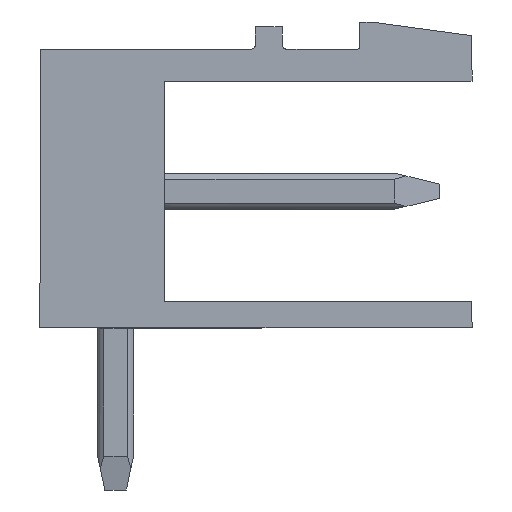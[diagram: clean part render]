
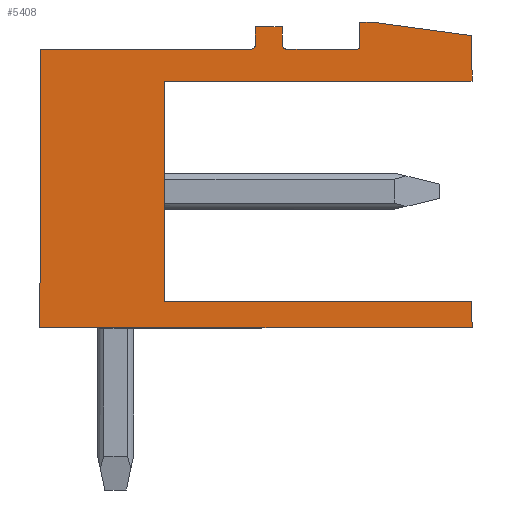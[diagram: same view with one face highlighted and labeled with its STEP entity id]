
A CAD part, left-side view. The second image highlights one B-rep face of the part: STEP entity #5408.
In plain terms, the highlighted planar face has unit normal (-1, 0, 0).
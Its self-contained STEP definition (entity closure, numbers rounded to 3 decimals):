
#1947=AXIS2_PLACEMENT_3D('Circle Axis2P3D',#1945,#1946,$) ;
#2065=AXIS2_PLACEMENT_3D('Circle Axis2P3D',#2063,#2064,$) ;
#5387=AXIS2_PLACEMENT_3D('Plane Axis2P3D',#5384,#5385,#5386) ;
#40=CARTESIAN_POINT('Vertex',(0.,0.,5.23)) ;
#56=CARTESIAN_POINT('Vertex',(0.,8.55,5.23)) ;
#59=CARTESIAN_POINT('Line Origine',(0.,4.275,5.23)) ;
#224=CARTESIAN_POINT('Vertex',(0.,8.55,11.36)) ;
#227=CARTESIAN_POINT('Line Origine',(0.,8.55,8.295)) ;
#1037=CARTESIAN_POINT('Line Origine',(0.,0.,4.865)) ;
#1041=CARTESIAN_POINT('Vertex',(0.,0.,4.5)) ;
#1062=CARTESIAN_POINT('Line Origine',(0.,6.,4.5)) ;
#1066=CARTESIAN_POINT('Vertex',(0.,12.,4.5)) ;
#1879=CARTESIAN_POINT('Line Origine',(0.,12.,8.375)) ;
#1883=CARTESIAN_POINT('Vertex',(0.,12.,12.25)) ;
#1904=CARTESIAN_POINT('Line Origine',(0.,9.06,12.25)) ;
#1908=CARTESIAN_POINT('Vertex',(0.,6.12,12.25)) ;
#1945=CARTESIAN_POINT('Axis2P3D Location',(0.,6.12,12.35)) ;
#1949=CARTESIAN_POINT('Vertex',(0.,6.02,12.35)) ;
#1972=CARTESIAN_POINT('Line Origine',(0.,6.02,12.61)) ;
#1976=CARTESIAN_POINT('Vertex',(0.,6.02,12.87)) ;
#1997=CARTESIAN_POINT('Line Origine',(0.,5.645,12.87)) ;
#2001=CARTESIAN_POINT('Vertex',(0.,5.27,12.87)) ;
#2022=CARTESIAN_POINT('Line Origine',(0.,5.27,12.61)) ;
#2026=CARTESIAN_POINT('Vertex',(0.,5.27,12.35)) ;
#2063=CARTESIAN_POINT('Axis2P3D Location',(0.,5.17,12.35)) ;
#2067=CARTESIAN_POINT('Vertex',(0.,5.17,12.25)) ;
#2085=CARTESIAN_POINT('Line Origine',(0.,4.145,12.25)) ;
#2089=CARTESIAN_POINT('Vertex',(0.,3.12,12.25)) ;
#2110=CARTESIAN_POINT('Line Origine',(0.,3.12,12.625)) ;
#2114=CARTESIAN_POINT('Vertex',(0.,3.12,13.)) ;
#2135=CARTESIAN_POINT('Line Origine',(0.,2.96,13.)) ;
#2139=CARTESIAN_POINT('Vertex',(0.,2.8,13.)) ;
#2160=CARTESIAN_POINT('Line Origine',(0.,1.4,12.81)) ;
#2164=CARTESIAN_POINT('Vertex',(0.,0.,12.62)) ;
#2180=CARTESIAN_POINT('Line Origine',(0.,0.,11.99)) ;
#2184=CARTESIAN_POINT('Vertex',(0.,0.,11.36)) ;
#2205=CARTESIAN_POINT('Line Origine',(0.,4.275,11.36)) ;
#5384=CARTESIAN_POINT('Axis2P3D Location',(0.,0.,1.3)) ;
#60=DIRECTION('Vector Direction',(0.,1.,0.)) ;
#228=DIRECTION('Vector Direction',(0.,0.,-1.)) ;
#1038=DIRECTION('Vector Direction',(0.,0.,-1.)) ;
#1063=DIRECTION('Vector Direction',(0.,1.,0.)) ;
#1880=DIRECTION('Vector Direction',(0.,0.,-1.)) ;
#1905=DIRECTION('Vector Direction',(0.,1.,0.)) ;
#1946=DIRECTION('Axis2P3D Direction',(-1.,-0.,0.)) ;
#1973=DIRECTION('Vector Direction',(0.,0.,-1.)) ;
#1998=DIRECTION('Vector Direction',(0.,1.,0.)) ;
#2023=DIRECTION('Vector Direction',(0.,0.,1.)) ;
#2064=DIRECTION('Axis2P3D Direction',(-1.,0.,0.)) ;
#2086=DIRECTION('Vector Direction',(0.,1.,0.)) ;
#2111=DIRECTION('Vector Direction',(0.,0.,-1.)) ;
#2136=DIRECTION('Vector Direction',(0.,1.,0.)) ;
#2161=DIRECTION('Vector Direction',(0.,0.991,0.134)) ;
#2181=DIRECTION('Vector Direction',(0.,0.,1.)) ;
#2206=DIRECTION('Vector Direction',(0.,-1.,0.)) ;
#5385=DIRECTION('Axis2P3D Direction',(-1.,0.,0.)) ;
#5386=DIRECTION('Axis2P3D XDirection',(0.,0.,1.)) ;
#61=VECTOR('Line Direction',#60,1.) ;
#229=VECTOR('Line Direction',#228,1.) ;
#1039=VECTOR('Line Direction',#1038,1.) ;
#1064=VECTOR('Line Direction',#1063,1.) ;
#1881=VECTOR('Line Direction',#1880,1.) ;
#1906=VECTOR('Line Direction',#1905,1.) ;
#1974=VECTOR('Line Direction',#1973,1.) ;
#1999=VECTOR('Line Direction',#1998,1.) ;
#2024=VECTOR('Line Direction',#2023,1.) ;
#2087=VECTOR('Line Direction',#2086,1.) ;
#2112=VECTOR('Line Direction',#2111,1.) ;
#2137=VECTOR('Line Direction',#2136,1.) ;
#2162=VECTOR('Line Direction',#2161,1.) ;
#2182=VECTOR('Line Direction',#2181,1.) ;
#2207=VECTOR('Line Direction',#2206,1.) ;
#5390=ORIENTED_EDGE('',*,*,#63,.T.) ;
#5391=ORIENTED_EDGE('',*,*,#231,.T.) ;
#5392=ORIENTED_EDGE('',*,*,#2209,.T.) ;
#5393=ORIENTED_EDGE('',*,*,#2186,.T.) ;
#5394=ORIENTED_EDGE('',*,*,#2166,.T.) ;
#5395=ORIENTED_EDGE('',*,*,#2141,.T.) ;
#5396=ORIENTED_EDGE('',*,*,#2116,.T.) ;
#5397=ORIENTED_EDGE('',*,*,#2091,.T.) ;
#5398=ORIENTED_EDGE('',*,*,#2069,.T.) ;
#5399=ORIENTED_EDGE('',*,*,#2028,.T.) ;
#5400=ORIENTED_EDGE('',*,*,#2003,.T.) ;
#5401=ORIENTED_EDGE('',*,*,#1978,.T.) ;
#5402=ORIENTED_EDGE('',*,*,#1951,.T.) ;
#5403=ORIENTED_EDGE('',*,*,#1910,.T.) ;
#5404=ORIENTED_EDGE('',*,*,#1885,.T.) ;
#5405=ORIENTED_EDGE('',*,*,#1068,.T.) ;
#5406=ORIENTED_EDGE('',*,*,#1043,.T.) ;
#5408=ADVANCED_FACE('Housing',(#5407),#5388,.T.) ;
#1948=CIRCLE('generated circle',#1947,0.1) ;
#2066=CIRCLE('generated circle',#2065,0.1) ;
#63=EDGE_CURVE('',#41,#57,#62,.T.) ;
#231=EDGE_CURVE('',#57,#225,#230,.F.) ;
#1043=EDGE_CURVE('',#1042,#41,#1040,.F.) ;
#1068=EDGE_CURVE('',#1067,#1042,#1065,.F.) ;
#1885=EDGE_CURVE('',#1884,#1067,#1882,.T.) ;
#1910=EDGE_CURVE('',#1909,#1884,#1907,.T.) ;
#1951=EDGE_CURVE('',#1950,#1909,#1948,.F.) ;
#1978=EDGE_CURVE('',#1977,#1950,#1975,.T.) ;
#2003=EDGE_CURVE('',#2002,#1977,#2000,.T.) ;
#2028=EDGE_CURVE('',#2027,#2002,#2025,.T.) ;
#2069=EDGE_CURVE('',#2068,#2027,#2066,.F.) ;
#2091=EDGE_CURVE('',#2090,#2068,#2088,.T.) ;
#2116=EDGE_CURVE('',#2115,#2090,#2113,.T.) ;
#2141=EDGE_CURVE('',#2140,#2115,#2138,.T.) ;
#2166=EDGE_CURVE('',#2165,#2140,#2163,.T.) ;
#2186=EDGE_CURVE('',#2185,#2165,#2183,.T.) ;
#2209=EDGE_CURVE('',#225,#2185,#2208,.T.) ;
#5389=EDGE_LOOP('',(#5390,#5391,#5392,#5393,#5394,#5395,#5396,#5397,#5398,#5399,#5400,#5401,#5402,#5403,#5404,#5405,#5406)) ;
#5407=FACE_OUTER_BOUND('',#5389,.T.) ;
#62=LINE('Line',#59,#61) ;
#230=LINE('Line',#227,#229) ;
#1040=LINE('Line',#1037,#1039) ;
#1065=LINE('Line',#1062,#1064) ;
#1882=LINE('Line',#1879,#1881) ;
#1907=LINE('Line',#1904,#1906) ;
#1975=LINE('Line',#1972,#1974) ;
#2000=LINE('Line',#1997,#1999) ;
#2025=LINE('Line',#2022,#2024) ;
#2088=LINE('Line',#2085,#2087) ;
#2113=LINE('Line',#2110,#2112) ;
#2138=LINE('Line',#2135,#2137) ;
#2163=LINE('Line',#2160,#2162) ;
#2183=LINE('Line',#2180,#2182) ;
#2208=LINE('Line',#2205,#2207) ;
#5388=PLANE('',#5387) ;
#41=VERTEX_POINT('',#40) ;
#57=VERTEX_POINT('',#56) ;
#225=VERTEX_POINT('',#224) ;
#1042=VERTEX_POINT('',#1041) ;
#1067=VERTEX_POINT('',#1066) ;
#1884=VERTEX_POINT('',#1883) ;
#1909=VERTEX_POINT('',#1908) ;
#1950=VERTEX_POINT('',#1949) ;
#1977=VERTEX_POINT('',#1976) ;
#2002=VERTEX_POINT('',#2001) ;
#2027=VERTEX_POINT('',#2026) ;
#2068=VERTEX_POINT('',#2067) ;
#2090=VERTEX_POINT('',#2089) ;
#2115=VERTEX_POINT('',#2114) ;
#2140=VERTEX_POINT('',#2139) ;
#2165=VERTEX_POINT('',#2164) ;
#2185=VERTEX_POINT('',#2184) ;
